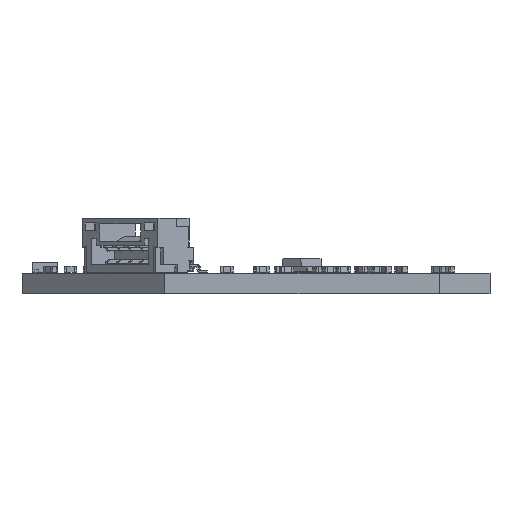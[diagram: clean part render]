
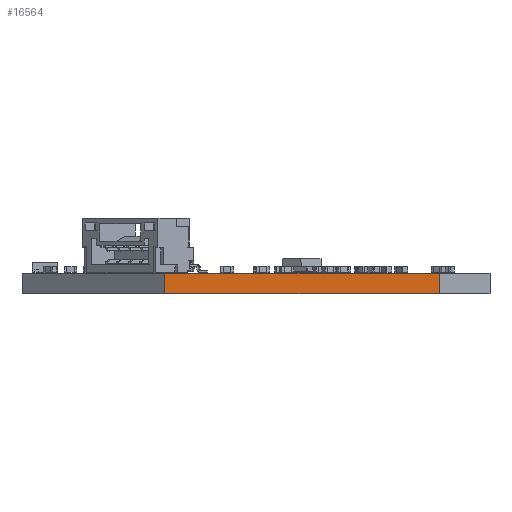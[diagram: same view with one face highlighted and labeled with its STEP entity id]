
A CAD part, front view. The second image highlights one B-rep face of the part: STEP entity #16564.
In plain terms, the highlighted planar face has unit normal (0, -1, 0).
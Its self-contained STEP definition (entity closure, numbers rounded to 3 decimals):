
#1410=FACE_OUTER_BOUND('',#2257,.T.);
#2257=EDGE_LOOP('',(#14079,#14080,#14081,#14082));
#4107=LINE('',#26208,#6064);
#4132=LINE('',#26270,#6089);
#4195=LINE('',#26407,#6152);
#4197=LINE('',#26411,#6154);
#6064=VECTOR('',#21616,1.);
#6089=VECTOR('',#21655,1.);
#6152=VECTOR('',#21776,1.);
#6154=VECTOR('',#21782,1.);
#7551=VERTEX_POINT('',#26205);
#7552=VERTEX_POINT('',#26207);
#7581=VERTEX_POINT('',#26267);
#7582=VERTEX_POINT('',#26269);
#9697=EDGE_CURVE('',#7551,#7552,#4107,.T.);
#9728=EDGE_CURVE('',#7582,#7581,#4132,.T.);
#9797=EDGE_CURVE('',#7552,#7581,#4195,.T.);
#9799=EDGE_CURVE('',#7551,#7582,#4197,.T.);
#14079=ORIENTED_EDGE('',*,*,#9799,.T.);
#14080=ORIENTED_EDGE('',*,*,#9728,.T.);
#14081=ORIENTED_EDGE('',*,*,#9797,.F.);
#14082=ORIENTED_EDGE('',*,*,#9697,.F.);
#15001=PLANE('',#17733);
#16564=ADVANCED_FACE('',(#1410),#15001,.T.);
#17733=AXIS2_PLACEMENT_3D('',#26410,#21780,#21781);
#21616=DIRECTION('',(-1.,0.,0.));
#21655=DIRECTION('',(-1.,0.,0.));
#21776=DIRECTION('',(0.,0.,1.));
#21780=DIRECTION('center_axis',(0.,-1.,0.));
#21781=DIRECTION('ref_axis',(-1.,0.,0.));
#21782=DIRECTION('',(0.,0.,1.));
#26205=CARTESIAN_POINT('',(136.1,-106.9,0.));
#26207=CARTESIAN_POINT('',(114.5,-106.9,0.));
#26208=CARTESIAN_POINT('',(136.1,-106.9,0.));
#26267=CARTESIAN_POINT('',(114.5,-106.9,1.6));
#26269=CARTESIAN_POINT('',(136.1,-106.9,1.6));
#26270=CARTESIAN_POINT('',(136.1,-106.9,1.6));
#26407=CARTESIAN_POINT('',(114.5,-106.9,0.));
#26410=CARTESIAN_POINT('Origin',(136.1,-106.9,0.));
#26411=CARTESIAN_POINT('',(136.1,-106.9,0.));
